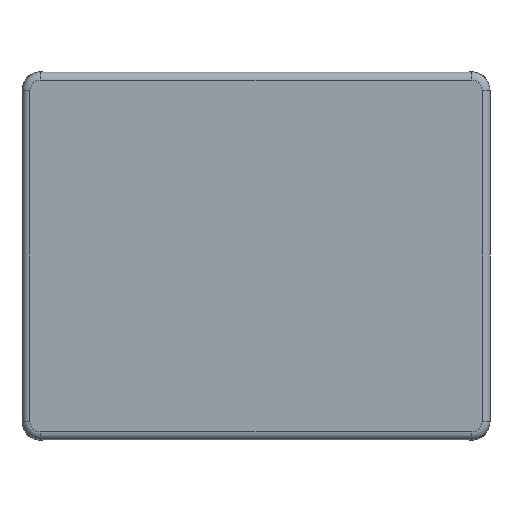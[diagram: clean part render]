
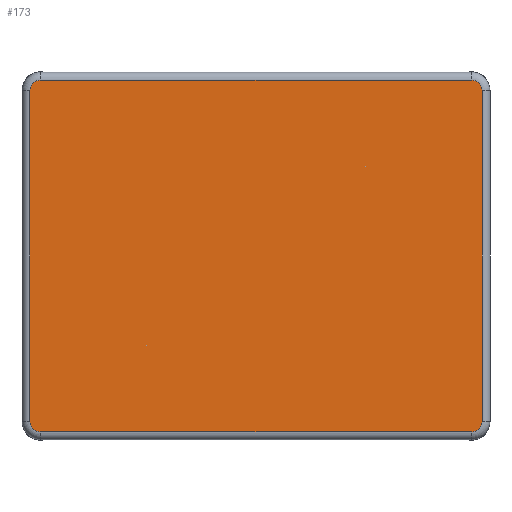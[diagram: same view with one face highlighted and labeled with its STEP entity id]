
A CAD part, front view. The second image highlights one B-rep face of the part: STEP entity #173.
In plain terms, the highlighted planar face has unit normal (0, -1, 0).
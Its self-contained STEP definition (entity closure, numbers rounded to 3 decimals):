
#173=ADVANCED_FACE('',(#374),#375,.T.);
#374=FACE_OUTER_BOUND('',#585,.T.);
#375=PLANE('',#586);
#585=EDGE_LOOP('',(#1357,#1358,#1359,#1360,#1361,#1362,#1363,#1364));
#586=AXIS2_PLACEMENT_3D('',#1365,#1366,#1367);
#1357=ORIENTED_EDGE('',*,*,#1668,.T.);
#1358=ORIENTED_EDGE('',*,*,#1671,.F.);
#1359=ORIENTED_EDGE('',*,*,#1686,.T.);
#1360=ORIENTED_EDGE('',*,*,#1687,.T.);
#1361=ORIENTED_EDGE('',*,*,#1688,.T.);
#1362=ORIENTED_EDGE('',*,*,#1689,.T.);
#1363=ORIENTED_EDGE('',*,*,#1685,.T.);
#1364=ORIENTED_EDGE('',*,*,#1690,.F.);
#1365=CARTESIAN_POINT('',(0.0,-30.0,-46.75));
#1366=DIRECTION('',(0.0,-1.0,0.0));
#1367=DIRECTION('',(1.0,0.0,0.0));
#1668=EDGE_CURVE('',#2078,#2080,#2082,.T.);
#1671=EDGE_CURVE('',#2085,#2080,#2087,.T.);
#1685=EDGE_CURVE('',#2107,#2109,#2111,.T.);
#1686=EDGE_CURVE('',#2085,#2112,#2113,.T.);
#1687=EDGE_CURVE('',#2112,#2114,#2115,.T.);
#1688=EDGE_CURVE('',#2114,#2116,#2117,.T.);
#1689=EDGE_CURVE('',#2116,#2107,#2118,.T.);
#1690=EDGE_CURVE('',#2078,#2109,#2119,.T.);
#2078=VERTEX_POINT('',#3158);
#2080=VERTEX_POINT('',#3160);
#2082=CIRCLE('',#3162,2.75);
#2085=VERTEX_POINT('',#3166);
#2087=LINE('',#3168,#3169);
#2107=VERTEX_POINT('',#3196);
#2109=VERTEX_POINT('',#3198);
#2111=CIRCLE('',#3200,2.75);
#2112=VERTEX_POINT('',#3201);
#2113=CIRCLE('',#3202,2.75);
#2114=VERTEX_POINT('',#3203);
#2115=LINE('',#3204,#3205);
#2116=VERTEX_POINT('',#3206);
#2117=CIRCLE('',#3207,2.75);
#2118=LINE('',#3208,#3209);
#2119=LINE('',#3210,#3211);
#3158=CARTESIAN_POINT('',(-54.75,-30.0,44.75));
#3160=CARTESIAN_POINT('',(-57.5,-30.0,42.0));
#3162=AXIS2_PLACEMENT_3D('',#3614,#3615,#3616);
#3166=CARTESIAN_POINT('',(-57.5,-30.0,-42.0));
#3168=CARTESIAN_POINT('',(-57.5,-30.0,-46.75));
#3169=VECTOR('',#3621,1.0);
#3196=CARTESIAN_POINT('',(57.5,-30.0,42.0));
#3198=CARTESIAN_POINT('',(54.75,-30.0,44.75));
#3200=AXIS2_PLACEMENT_3D('',#3647,#3648,#3649);
#3201=CARTESIAN_POINT('',(-54.75,-30.0,-44.75));
#3202=AXIS2_PLACEMENT_3D('',#3650,#3651,#3652);
#3203=CARTESIAN_POINT('',(54.75,-30.0,-44.75));
#3204=CARTESIAN_POINT('',(0.,-30.0,-44.75));
#3205=VECTOR('',#3653,1.0);
#3206=CARTESIAN_POINT('',(57.5,-30.0,-42.0));
#3207=AXIS2_PLACEMENT_3D('',#3654,#3655,#3656);
#3208=CARTESIAN_POINT('',(57.5,-30.0,-46.75));
#3209=VECTOR('',#3657,1.0);
#3210=CARTESIAN_POINT('',(-29.75,-30.0,44.75));
#3211=VECTOR('',#3658,1.0);
#3614=CARTESIAN_POINT('',(-54.75,-30.0,42.0));
#3615=DIRECTION('',(0.0,-1.0,-0.0));
#3616=DIRECTION('',(-1.0,0.0,0.));
#3621=DIRECTION('',(0.0,0.0,1.0));
#3647=CARTESIAN_POINT('',(54.75,-30.0,42.0));
#3648=DIRECTION('',(0.0,-1.0,0.0));
#3649=DIRECTION('',(0.,0.0,1.0));
#3650=CARTESIAN_POINT('',(-54.75,-30.0,-42.0));
#3651=DIRECTION('',(0.0,-1.0,0.0));
#3652=DIRECTION('',(0.,0.0,-1.0));
#3653=DIRECTION('',(1.0,0.0,0.));
#3654=CARTESIAN_POINT('',(54.75,-30.0,-42.0));
#3655=DIRECTION('',(0.0,-1.0,0.0));
#3656=DIRECTION('',(1.0,0.0,0.0));
#3657=DIRECTION('',(0.0,0.0,1.0));
#3658=DIRECTION('',(1.0,0.0,0.));
